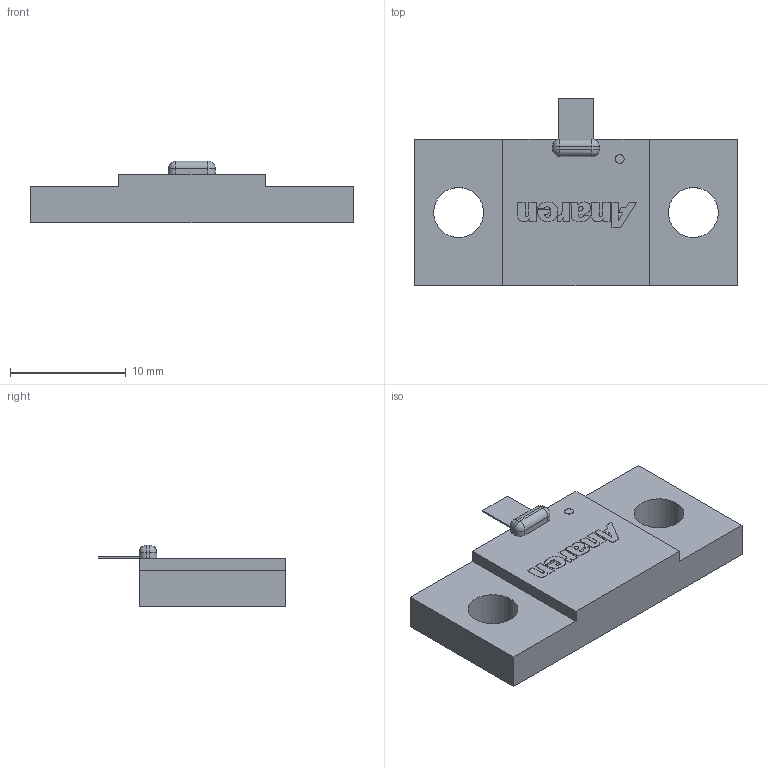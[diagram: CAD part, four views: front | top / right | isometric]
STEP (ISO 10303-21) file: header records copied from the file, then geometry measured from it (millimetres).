
FILE_DESCRIPTION (( 'STEP AP203' ), '1' );
FILE_NAME ('G450N50W4.STEP', '2025-05-02T17:36:10', ( '' ), ( '' ), 'SwSTEP 2.0', 'SolidWorks 2023', '' );
FILE_SCHEMA (( 'CONFIG_CONTROL_DESIGN' ));
Length unit declared in the file: inch
Products named in the file (1): G450N50W4
Bounding box: 27.94 x 16.26 x 5.33 mm (x, y, z)
Volume: 1196.7 mm3; surface area: 1076.6 mm2
Topology: 1 solids, 1 shells, 172 faces, 474 edges, 309 vertices
Faces by surface type: cylinder 97, plane 70, sphere 5
Entity records: 5590 total; most frequent: DIRECTION 1013, CARTESIAN_POINT 951, ORIENTED_EDGE 940, EDGE_CURVE 470, AXIS2_PLACEMENT_3D 370, VERTEX_POINT 308, VECTOR 273, LINE 273
